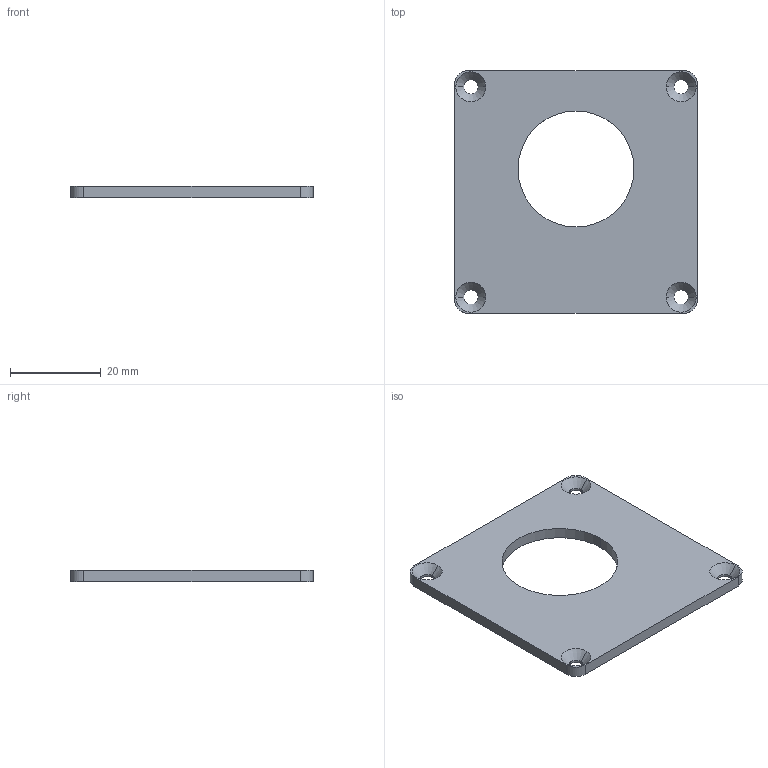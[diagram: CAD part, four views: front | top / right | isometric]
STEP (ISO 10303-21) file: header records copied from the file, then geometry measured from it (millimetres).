
FILE_DESCRIPTION (( 'STEP AP214' ), '1' );
FILE_NAME ('D1300106-v1 aLIGO Pcal Photodetector Cover, Front.STEP', '2013-03-09T02:49:46', ( 'ligo' ), ( 'Microsoft' ), 'SwSTEP 2.0', 'SolidWorks 2013', '' );
FILE_SCHEMA (( 'AUTOMOTIVE_DESIGN' ));
Length unit declared in the file: inch
Products named in the file (1): D1300106-v1 aLIGO Pcal Photodetector Cover, Front
Bounding box: 53.59 x 53.59 x 2.5 mm (x, y, z)
Volume: 5704.2 mm3; surface area: 5437.2 mm2
Topology: 1 solids, 1 shells, 28 faces, 70 edges, 44 vertices
Faces by surface type: cylinder 14, cone 8, plane 6
Entity records: 906 total; most frequent: DIRECTION 164, CARTESIAN_POINT 143, ORIENTED_EDGE 140, EDGE_CURVE 70, AXIS2_PLACEMENT_3D 65, VERTEX_POINT 44, EDGE_LOOP 38, CIRCLE 36
